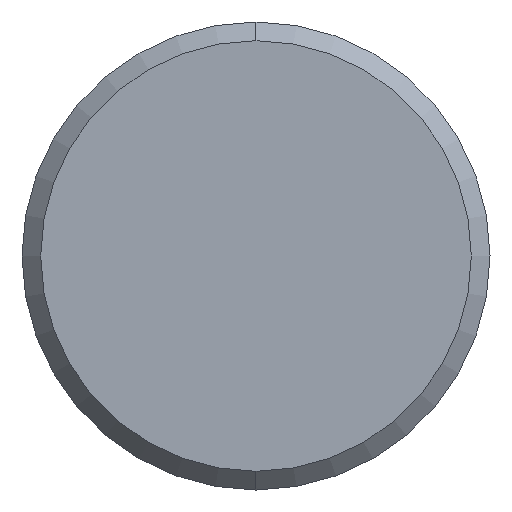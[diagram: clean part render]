
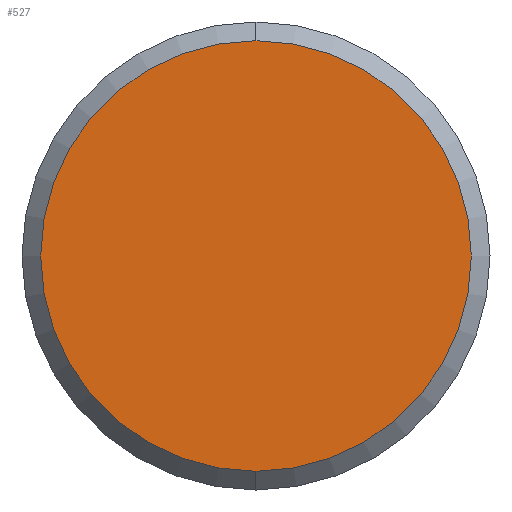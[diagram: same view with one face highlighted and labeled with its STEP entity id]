
A CAD part, left-side view. The second image highlights one B-rep face of the part: STEP entity #527.
In plain terms, the highlighted planar face has unit normal (-1, 0, 0).
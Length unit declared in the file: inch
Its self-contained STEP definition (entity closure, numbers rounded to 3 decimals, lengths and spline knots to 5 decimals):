
#63 = CARTESIAN_POINT ( 'NONE',  ( 0., 0., 0. ) ) ;
#83 = CIRCLE ( 'NONE', #142, 0.22985 ) ;
#142 = AXIS2_PLACEMENT_3D ( 'NONE', #526, #281, #462 ) ;
#177 = PLANE ( 'NONE',  #497 ) ;
#212 = AXIS2_PLACEMENT_3D ( 'NONE', #225, #229, #523 ) ;
#225 = CARTESIAN_POINT ( 'NONE',  ( 0., 0., 0. ) ) ;
#227 = CARTESIAN_POINT ( 'NONE',  ( 0., 0., 0.22985 ) ) ;
#229 = DIRECTION ( 'NONE',  ( -1., 0., 0. ) ) ;
#281 = DIRECTION ( 'NONE',  ( -1., 0., 0. ) ) ;
#291 = VERTEX_POINT ( 'NONE', #227 ) ;
#343 = CIRCLE ( 'NONE', #212, 0.22985 ) ;
#346 = CARTESIAN_POINT ( 'NONE',  ( 0., 0., -0.22985 ) ) ;
#390 = VERTEX_POINT ( 'NONE', #346 ) ;
#403 = DIRECTION ( 'NONE',  ( 0., 0., -1. ) ) ;
#448 = ORIENTED_EDGE ( 'NONE', *, *, #531, .T. ) ;
#449 = FACE_OUTER_BOUND ( 'NONE', #627, .T. ) ;
#462 = DIRECTION ( 'NONE',  ( 0., 0., 1. ) ) ;
#497 = AXIS2_PLACEMENT_3D ( 'NONE', #63, #624, #403 ) ;
#523 = DIRECTION ( 'NONE',  ( 0., 0., 1. ) ) ;
#526 = CARTESIAN_POINT ( 'NONE',  ( 0., 0., 0. ) ) ;
#527 = ADVANCED_FACE ( 'NONE', ( #449 ), #177, .F. ) ;
#531 = EDGE_CURVE ( 'NONE', #390, #291, #343, .T. ) ;
#607 = EDGE_CURVE ( 'NONE', #291, #390, #83, .T. ) ;
#624 = DIRECTION ( 'NONE',  ( 1., 0., 0. ) ) ;
#627 = EDGE_LOOP ( 'NONE', ( #448, #680 ) ) ;
#680 = ORIENTED_EDGE ( 'NONE', *, *, #607, .T. ) ;
